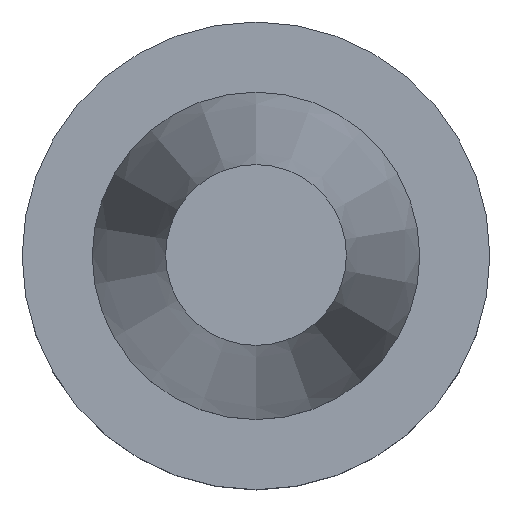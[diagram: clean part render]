
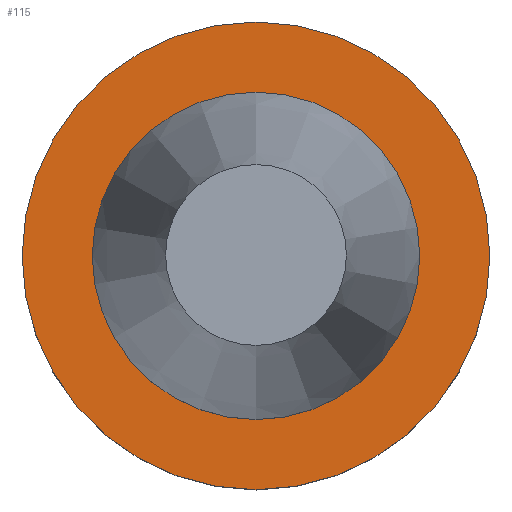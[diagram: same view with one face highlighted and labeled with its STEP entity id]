
A CAD part, top view. The second image highlights one B-rep face of the part: STEP entity #115.
In plain terms, the highlighted planar face has unit normal (0, 0, 1).
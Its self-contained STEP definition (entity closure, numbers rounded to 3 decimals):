
#82=EDGE_CURVE('Unnamed[1]',#194,#194,#195,.T.);
#115=ADVANCED_FACE('Unnamed[1]',(#243,#244),#245,.T.);
#133=EDGE_CURVE('Unnamed[1]',#273,#273,#274,.T.);
#194=VERTEX_POINT('',#337);
#195=CIRCLE('',#338,22.225);
#243=FACE_OUTER_BOUND('',#398,.T.);
#244=FACE_BOUND('',#399,.T.);
#245=PLANE('',#400);
#273=VERTEX_POINT('',#435);
#274=CIRCLE('',#436,31.75);
#337=CARTESIAN_POINT('',(0.,22.225,-1.));
#338=AXIS2_PLACEMENT_3D('',#489,#490,#491);
#398=EDGE_LOOP('',(#541));
#399=EDGE_LOOP('',(#542));
#400=AXIS2_PLACEMENT_3D('',#543,#544,#545);
#435=CARTESIAN_POINT('',(0.,31.75,-1.));
#436=AXIS2_PLACEMENT_3D('',#576,#577,#578);
#489=CARTESIAN_POINT('',(0.,0.,-1.0));
#490=DIRECTION('',(0.,0.,-1.0));
#491=DIRECTION('',(0.,1.0,0.));
#541=ORIENTED_EDGE('',*,*,#133,.F.);
#542=ORIENTED_EDGE('',*,*,#82,.T.);
#543=CARTESIAN_POINT('',(0.,26.988,-1.));
#544=DIRECTION('',(0.,0.,1.0));
#545=DIRECTION('',(0.,-1.0,0.));
#576=CARTESIAN_POINT('',(0.,0.,-1.));
#577=DIRECTION('',(0.,0.,-1.0));
#578=DIRECTION('',(0.,1.0,0.));
